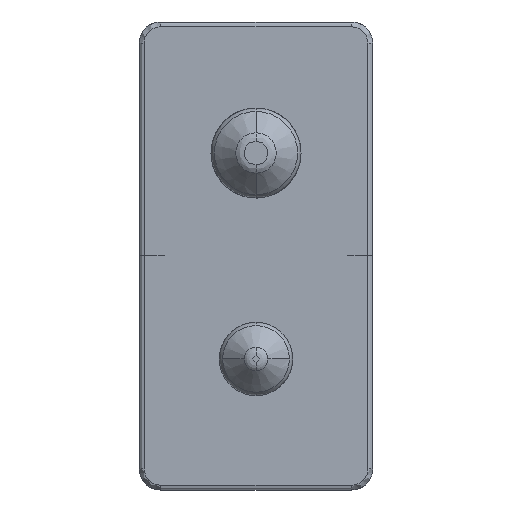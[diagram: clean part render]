
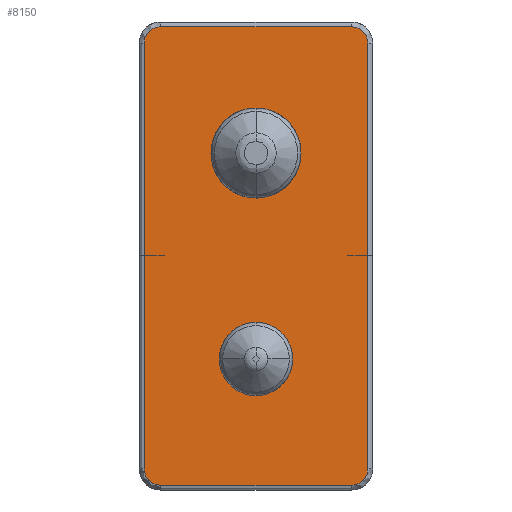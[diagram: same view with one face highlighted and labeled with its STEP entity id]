
A CAD part, left-side view. The second image highlights one B-rep face of the part: STEP entity #8150.
In plain terms, the highlighted planar face has unit normal (-1, 0, 0).
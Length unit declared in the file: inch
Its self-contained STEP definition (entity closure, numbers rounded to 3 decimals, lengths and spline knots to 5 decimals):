
#16 = ORIENTED_EDGE ( 'NONE', *, *, #1042, .F. ) ;
#23 = ORIENTED_EDGE ( 'NONE', *, *, #4613, .F. ) ;
#98 = CARTESIAN_POINT ( 'NONE',  ( -1.719, 0.2375, -0.472 ) ) ;
#151 = CARTESIAN_POINT ( 'NONE',  ( -1.719, 0.2375, 0.4515 ) ) ;
#157 = ORIENTED_EDGE ( 'NONE', *, *, #9252, .T. ) ;
#306 = FACE_BOUND ( 'NONE', #2581, .T. ) ;
#550 = VECTOR ( 'NONE', #7533, 39.37008 ) ;
#563 = DIRECTION ( 'NONE',  ( 0., 1., 0. ) ) ;
#615 = CARTESIAN_POINT ( 'NONE',  ( -1.719, -0.2375, 0.4515 ) ) ;
#749 = VERTEX_POINT ( 'NONE', #8021 ) ;
#804 = CIRCLE ( 'NONE', #8139, 0.078 ) ;
#856 = CARTESIAN_POINT ( 'NONE',  ( -1.719, -0.078, -0.2185 ) ) ;
#937 = ORIENTED_EDGE ( 'NONE', *, *, #1731, .T. ) ;
#966 = CARTESIAN_POINT ( 'NONE',  ( -1.719, 0.2025, -0.4865 ) ) ;
#1042 = EDGE_CURVE ( 'NONE', #6313, #9661, #3690, .T. ) ;
#1058 = DIRECTION ( 'NONE',  ( 1., 0., 0. ) ) ;
#1218 = EDGE_CURVE ( 'NONE', #7925, #5136, #6968, .T. ) ;
#1224 = DIRECTION ( 'NONE',  ( -1., 0., 0. ) ) ;
#1705 = CARTESIAN_POINT ( 'NONE',  ( -1.719, -0.2025, 0.4865 ) ) ;
#1731 = EDGE_CURVE ( 'NONE', #4199, #7127, #6181, .T. ) ;
#2084 = CIRCLE ( 'NONE', #7039, 0.078 ) ;
#2175 = CARTESIAN_POINT ( 'NONE',  ( -1.719, -0.2025, -0.4865 ) ) ;
#2398 = DIRECTION ( 'NONE',  ( 0., 0., -1. ) ) ;
#2581 = EDGE_LOOP ( 'NONE', ( #5820, #157 ) ) ;
#2604 = CARTESIAN_POINT ( 'NONE',  ( -1.719, -0.2375, 0.472 ) ) ;
#2630 = CARTESIAN_POINT ( 'NONE',  ( -1.719, 0.2025, 0.4865 ) ) ;
#2665 = AXIS2_PLACEMENT_3D ( 'NONE', #8538, #1224, #5323 ) ;
#2717 = CARTESIAN_POINT ( 'NONE',  ( -1.719, 0., 0.2185 ) ) ;
#2726 = LINE ( 'NONE', #7488, #550 ) ;
#2792 = VERTEX_POINT ( 'NONE', #856 ) ;
#3057 = DIRECTION ( 'NONE',  ( 1., 0., 0. ) ) ;
#3131 = ORIENTED_EDGE ( 'NONE', *, *, #5978, .T. ) ;
#3352 = VERTEX_POINT ( 'NONE', #4649 ) ;
#3417 = CARTESIAN_POINT ( 'NONE',  ( -1.719, 0.2375, 0.472 ) ) ;
#3570 = FACE_OUTER_BOUND ( 'NONE', #7664, .T. ) ;
#3690 =( BOUNDED_CURVE ( )  B_SPLINE_CURVE ( 3, ( #1705, #4944, #2604, #8971 ),
 .UNSPECIFIED., .F., .T. ) 
 B_SPLINE_CURVE_WITH_KNOTS ( ( 4, 4 ),
 ( 0., 1. ),
 .UNSPECIFIED. ) 
 CURVE ( )  GEOMETRIC_REPRESENTATION_ITEM ( )  RATIONAL_B_SPLINE_CURVE ( ( 1., 0.805, 0.805, 1. ) ) 
 REPRESENTATION_ITEM ( '' )  );
#3934 = CARTESIAN_POINT ( 'NONE',  ( -1.719, -0.223, -0.4865 ) ) ;
#3981 = AXIS2_PLACEMENT_3D ( 'NONE', #7082, #10433, #5568 ) ;
#4016 = AXIS2_PLACEMENT_3D ( 'NONE', #2717, #1058, #7023 ) ;
#4161 = CARTESIAN_POINT ( 'NONE',  ( -1.719, 0.223, -0.4865 ) ) ;
#4169 = CARTESIAN_POINT ( 'NONE',  ( -1.719, -0.2025, 0.4865 ) ) ;
#4199 = VERTEX_POINT ( 'NONE', #4997 ) ;
#4213 = CARTESIAN_POINT ( 'NONE',  ( -1.719, 0.2375, -0.4515 ) ) ;
#4226 = DIRECTION ( 'NONE',  ( 1., 0., 0. ) ) ;
#4403 = ORIENTED_EDGE ( 'NONE', *, *, #4892, .F. ) ;
#4500 = CARTESIAN_POINT ( 'NONE',  ( -1.719, 0., -0.4865 ) ) ;
#4549 = ORIENTED_EDGE ( 'NONE', *, *, #1218, .T. ) ;
#4613 = EDGE_CURVE ( 'NONE', #7925, #5687, #5943, .T. ) ;
#4649 = CARTESIAN_POINT ( 'NONE',  ( -1.719, 0.078, -0.2185 ) ) ;
#4694 = EDGE_LOOP ( 'NONE', ( #6879, #937 ) ) ;
#4892 = EDGE_CURVE ( 'NONE', #9657, #5136, #5122, .T. ) ;
#4944 = CARTESIAN_POINT ( 'NONE',  ( -1.719, -0.223, 0.4865 ) ) ;
#4997 = CARTESIAN_POINT ( 'NONE',  ( -1.719, 0.0955, 0.2185 ) ) ;
#5122 =( BOUNDED_CURVE ( )  B_SPLINE_CURVE ( 3, ( #8007, #8866, #3934, #7207 ),
 .UNSPECIFIED., .F., .F. ) 
 B_SPLINE_CURVE_WITH_KNOTS ( ( 4, 4 ),
 ( 0., 1. ),
 .UNSPECIFIED. ) 
 CURVE ( )  GEOMETRIC_REPRESENTATION_ITEM ( )  RATIONAL_B_SPLINE_CURVE ( ( 1., 0.805, 0.805, 1. ) ) 
 REPRESENTATION_ITEM ( '' )  );
#5136 = VERTEX_POINT ( 'NONE', #2175 ) ;
#5323 = DIRECTION ( 'NONE',  ( 0., -1., 0. ) ) ;
#5529 = LINE ( 'NONE', #6387, #6591 ) ;
#5568 = DIRECTION ( 'NONE',  ( 0., -1., 0. ) ) ;
#5590 = ORIENTED_EDGE ( 'NONE', *, *, #8482, .T. ) ;
#5656 = CARTESIAN_POINT ( 'NONE',  ( -1.719, 0., -0.2185 ) ) ;
#5671 = EDGE_CURVE ( 'NONE', #9661, #9657, #2726, .T. ) ;
#5687 = VERTEX_POINT ( 'NONE', #9927 ) ;
#5820 = ORIENTED_EDGE ( 'NONE', *, *, #6752, .T. ) ;
#5943 =( BOUNDED_CURVE ( )  B_SPLINE_CURVE ( 3, ( #966, #4161, #98, #4213 ),
 .UNSPECIFIED., .F., .F. ) 
 B_SPLINE_CURVE_WITH_KNOTS ( ( 4, 4 ),
 ( 0., 1. ),
 .UNSPECIFIED. ) 
 CURVE ( )  GEOMETRIC_REPRESENTATION_ITEM ( )  RATIONAL_B_SPLINE_CURVE ( ( 1., 0.805, 0.805, 1. ) ) 
 REPRESENTATION_ITEM ( '' )  );
#5978 = EDGE_CURVE ( 'NONE', #749, #5687, #8861, .T. ) ;
#6142 = CARTESIAN_POINT ( 'NONE',  ( -1.719, -0.0955, 0.2185 ) ) ;
#6153 = CARTESIAN_POINT ( 'NONE',  ( -1.719, 0.2025, -0.4865 ) ) ;
#6181 = CIRCLE ( 'NONE', #3981, 0.0955 ) ;
#6313 = VERTEX_POINT ( 'NONE', #4169 ) ;
#6387 = CARTESIAN_POINT ( 'NONE',  ( -1.719, 0., 0.4865 ) ) ;
#6591 = VECTOR ( 'NONE', #563, 39.37008 ) ;
#6700 = VECTOR ( 'NONE', #7816, 39.37008 ) ;
#6752 = EDGE_CURVE ( 'NONE', #2792, #3352, #2084, .T. ) ;
#6879 = ORIENTED_EDGE ( 'NONE', *, *, #7817, .T. ) ;
#6893 = FACE_BOUND ( 'NONE', #4694, .T. ) ;
#6968 = LINE ( 'NONE', #4500, #6700 ) ;
#7023 = DIRECTION ( 'NONE',  ( 0., -1., 0. ) ) ;
#7039 = AXIS2_PLACEMENT_3D ( 'NONE', #9201, #4226, #7604 ) ;
#7082 = CARTESIAN_POINT ( 'NONE',  ( -1.719, 0., 0.2185 ) ) ;
#7127 = VERTEX_POINT ( 'NONE', #6142 ) ;
#7207 = CARTESIAN_POINT ( 'NONE',  ( -1.719, -0.2025, -0.4865 ) ) ;
#7397 = ORIENTED_EDGE ( 'NONE', *, *, #5671, .F. ) ;
#7437 = EDGE_CURVE ( 'NONE', #749, #9211, #10136, .T. ) ;
#7488 = CARTESIAN_POINT ( 'NONE',  ( -1.719, -0.2375, 0.37238 ) ) ;
#7533 = DIRECTION ( 'NONE',  ( 0., 0., -1. ) ) ;
#7567 = VECTOR ( 'NONE', #2398, 39.37008 ) ;
#7604 = DIRECTION ( 'NONE',  ( 0., -1., 0. ) ) ;
#7664 = EDGE_LOOP ( 'NONE', ( #5590, #9281, #3131, #23, #4549, #4403, #7397, #16 ) ) ;
#7816 = DIRECTION ( 'NONE',  ( 0., -1., 0. ) ) ;
#7817 = EDGE_CURVE ( 'NONE', #7127, #4199, #9140, .T. ) ;
#7925 = VERTEX_POINT ( 'NONE', #6153 ) ;
#7941 = CARTESIAN_POINT ( 'NONE',  ( -1.719, -0.2375, -0.4515 ) ) ;
#8007 = CARTESIAN_POINT ( 'NONE',  ( -1.719, -0.2375, -0.4515 ) ) ;
#8021 = CARTESIAN_POINT ( 'NONE',  ( -1.719, 0.2375, 0.4515 ) ) ;
#8055 = CARTESIAN_POINT ( 'NONE',  ( -1.719, 0.2375, 0.24825 ) ) ;
#8139 = AXIS2_PLACEMENT_3D ( 'NONE', #5656, #3057, #8770 ) ;
#8150 = ADVANCED_FACE ( 'NONE', ( #306, #6893, #3570 ), #10238, .T. ) ;
#8482 = EDGE_CURVE ( 'NONE', #6313, #9211, #5529, .T. ) ;
#8538 = CARTESIAN_POINT ( 'NONE',  ( -1.719, 0., 0.24825 ) ) ;
#8710 = CARTESIAN_POINT ( 'NONE',  ( -1.719, 0.2025, 0.4865 ) ) ;
#8770 = DIRECTION ( 'NONE',  ( 0., -1., 0. ) ) ;
#8861 = LINE ( 'NONE', #8055, #7567 ) ;
#8866 = CARTESIAN_POINT ( 'NONE',  ( -1.719, -0.2375, -0.472 ) ) ;
#8971 = CARTESIAN_POINT ( 'NONE',  ( -1.719, -0.2375, 0.4515 ) ) ;
#9140 = CIRCLE ( 'NONE', #4016, 0.0955 ) ;
#9201 = CARTESIAN_POINT ( 'NONE',  ( -1.719, 0., -0.2185 ) ) ;
#9211 = VERTEX_POINT ( 'NONE', #8710 ) ;
#9252 = EDGE_CURVE ( 'NONE', #3352, #2792, #804, .T. ) ;
#9281 = ORIENTED_EDGE ( 'NONE', *, *, #7437, .F. ) ;
#9657 = VERTEX_POINT ( 'NONE', #7941 ) ;
#9661 = VERTEX_POINT ( 'NONE', #615 ) ;
#9927 = CARTESIAN_POINT ( 'NONE',  ( -1.719, 0.2375, -0.4515 ) ) ;
#9930 = CARTESIAN_POINT ( 'NONE',  ( -1.719, 0.223, 0.4865 ) ) ;
#10136 =( BOUNDED_CURVE ( )  B_SPLINE_CURVE ( 3, ( #151, #3417, #9930, #2630 ),
 .UNSPECIFIED., .F., .F. ) 
 B_SPLINE_CURVE_WITH_KNOTS ( ( 4, 4 ),
 ( 0., 1. ),
 .UNSPECIFIED. ) 
 CURVE ( )  GEOMETRIC_REPRESENTATION_ITEM ( )  RATIONAL_B_SPLINE_CURVE ( ( 1., 0.805, 0.805, 1. ) ) 
 REPRESENTATION_ITEM ( '' )  );
#10238 = PLANE ( 'NONE',  #2665 ) ;
#10433 = DIRECTION ( 'NONE',  ( 1., 0., 0. ) ) ;
